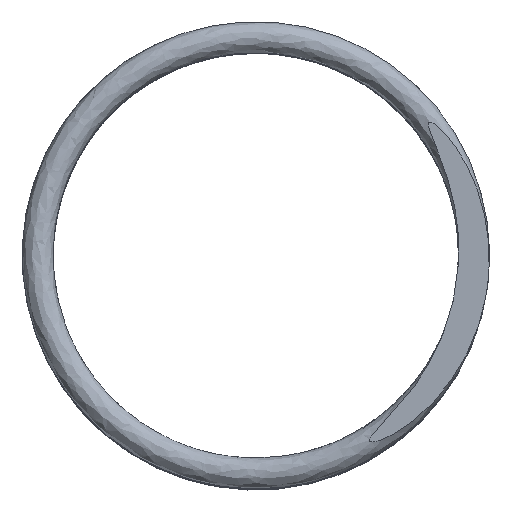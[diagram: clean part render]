
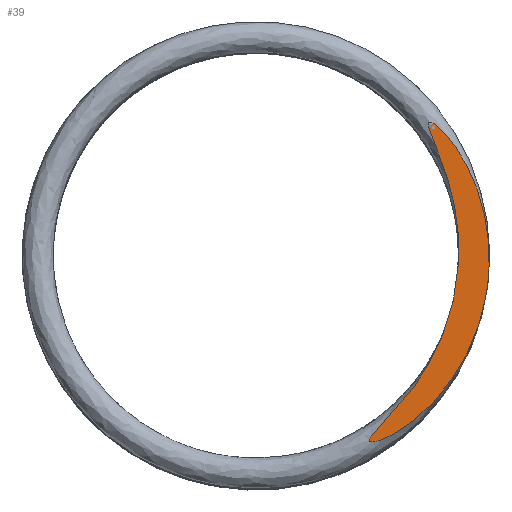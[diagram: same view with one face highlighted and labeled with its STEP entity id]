
A CAD part, top view. The second image highlights one B-rep face of the part: STEP entity #39.
In plain terms, the highlighted planar face has unit normal (0, 0, 1).
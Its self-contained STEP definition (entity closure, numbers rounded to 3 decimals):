
#17=FACE_OUTER_BOUND('',#20,.T.);
#20=EDGE_LOOP('',(#31));
#23=B_SPLINE_CURVE_WITH_KNOTS('',3,(#114,#115,#116,#117,#118,#119,#120,
#121,#122,#123,#124,#125,#126,#127,#128,#129,#130,#131,#132,#133,#134,#135,
#136,#137,#138,#139,#140,#141,#142,#143,#144,#145,#146,#147,#148,#149,#150,
#151,#152,#153,#154,#155,#156,#157,#158,#159,#160,#161,#162,#163,#164,#165,
#166,#167,#168,#169,#170,#171),.UNSPECIFIED.,.T.,.F.,(4,2,2,2,2,2,2,2,2,
2,2,2,2,2,2,2,2,2,2,2,2,2,2,2,2,2,2,2,4),(-1.796,-1.651,
-1.521,-1.323,-1.236,-1.209,
-1.2,-1.195,-1.191,-1.188,
-1.183,-1.173,-1.144,-1.066,
-0.962,-0.866,-0.737,-0.669,
-0.65,-0.643,-0.638,-0.636,
-0.633,-0.628,-0.621,-0.584,
-0.42,-0.21,0.),.UNSPECIFIED.);
#26=VERTEX_POINT('',#113);
#28=EDGE_CURVE('',#26,#26,#23,.T.);
#31=ORIENTED_EDGE('',*,*,#28,.F.);
#37=PLANE('',#44);
#39=ADVANCED_FACE('',(#17),#37,.F.);
#44=AXIS2_PLACEMENT_3D('',#112,#49,#50);
#49=DIRECTION('center_axis',(0.,0.,-1.));
#50=DIRECTION('ref_axis',(0.,1.,0.));
#112=CARTESIAN_POINT('Origin',(0.,-18.171,26.163));
#113=CARTESIAN_POINT('',(5.9,-1.091,26.163));
#114=CARTESIAN_POINT('Ctrl Pts',(5.9,-1.091,26.163));
#115=CARTESIAN_POINT('Ctrl Pts',(5.812,-1.567,26.163));
#116=CARTESIAN_POINT('Ctrl Pts',(5.661,-2.03,26.163));
#117=CARTESIAN_POINT('Ctrl Pts',(5.263,-2.856,26.163));
#118=CARTESIAN_POINT('Ctrl Pts',(5.025,-3.231,26.163));
#119=CARTESIAN_POINT('Ctrl Pts',(4.302,-4.09,26.163));
#120=CARTESIAN_POINT('Ctrl Pts',(3.834,-4.433,26.163));
#121=CARTESIAN_POINT('Ctrl Pts',(3.324,-4.705,26.163));
#122=CARTESIAN_POINT('Ctrl Pts',(3.187,-4.759,26.163));
#123=CARTESIAN_POINT('Ctrl Pts',(3.058,-4.79,26.163));
#124=CARTESIAN_POINT('Ctrl Pts',(3.021,-4.797,26.163));
#125=CARTESIAN_POINT('Ctrl Pts',(2.978,-4.797,26.163));
#126=CARTESIAN_POINT('Ctrl Pts',(2.965,-4.795,26.163));
#127=CARTESIAN_POINT('Ctrl Pts',(2.948,-4.79,26.163));
#128=CARTESIAN_POINT('Ctrl Pts',(2.943,-4.788,26.163));
#129=CARTESIAN_POINT('Ctrl Pts',(2.934,-4.781,26.163));
#130=CARTESIAN_POINT('Ctrl Pts',(2.931,-4.778,26.163));
#131=CARTESIAN_POINT('Ctrl Pts',(2.926,-4.77,26.163));
#132=CARTESIAN_POINT('Ctrl Pts',(2.924,-4.766,26.163));
#133=CARTESIAN_POINT('Ctrl Pts',(2.922,-4.754,26.163));
#134=CARTESIAN_POINT('Ctrl Pts',(2.922,-4.747,26.163));
#135=CARTESIAN_POINT('Ctrl Pts',(2.926,-4.726,26.163));
#136=CARTESIAN_POINT('Ctrl Pts',(2.932,-4.712,26.163));
#137=CARTESIAN_POINT('Ctrl Pts',(2.961,-4.656,26.163));
#138=CARTESIAN_POINT('Ctrl Pts',(3.003,-4.603,26.163));
#139=CARTESIAN_POINT('Ctrl Pts',(3.18,-4.4,26.163));
#140=CARTESIAN_POINT('Ctrl Pts',(3.394,-4.191,26.163));
#141=CARTESIAN_POINT('Ctrl Pts',(3.972,-3.526,26.163));
#142=CARTESIAN_POINT('Ctrl Pts',(4.399,-2.973,26.163));
#143=CARTESIAN_POINT('Ctrl Pts',(5.035,-1.498,26.163));
#144=CARTESIAN_POINT('Ctrl Pts',(5.202,-0.733,26.163));
#145=CARTESIAN_POINT('Ctrl Pts',(5.221,1.123,26.163));
#146=CARTESIAN_POINT('Ctrl Pts',(4.939,1.993,26.163));
#147=CARTESIAN_POINT('Ctrl Pts',(4.604,2.847,26.163));
#148=CARTESIAN_POINT('Ctrl Pts',(4.497,3.081,26.163));
#149=CARTESIAN_POINT('Ctrl Pts',(4.436,3.277,26.163));
#150=CARTESIAN_POINT('Ctrl Pts',(4.427,3.315,26.163));
#151=CARTESIAN_POINT('Ctrl Pts',(4.423,3.359,26.163));
#152=CARTESIAN_POINT('Ctrl Pts',(4.423,3.371,26.163));
#153=CARTESIAN_POINT('Ctrl Pts',(4.427,3.389,26.163));
#154=CARTESIAN_POINT('Ctrl Pts',(4.429,3.395,26.163));
#155=CARTESIAN_POINT('Ctrl Pts',(4.434,3.404,26.163));
#156=CARTESIAN_POINT('Ctrl Pts',(4.437,3.408,26.163));
#157=CARTESIAN_POINT('Ctrl Pts',(4.444,3.413,26.163));
#158=CARTESIAN_POINT('Ctrl Pts',(4.449,3.416,26.163));
#159=CARTESIAN_POINT('Ctrl Pts',(4.46,3.419,26.163));
#160=CARTESIAN_POINT('Ctrl Pts',(4.467,3.419,26.163));
#161=CARTESIAN_POINT('Ctrl Pts',(4.486,3.417,26.163));
#162=CARTESIAN_POINT('Ctrl Pts',(4.499,3.414,26.163));
#163=CARTESIAN_POINT('Ctrl Pts',(4.571,3.386,26.163));
#164=CARTESIAN_POINT('Ctrl Pts',(4.645,3.326,26.163));
#165=CARTESIAN_POINT('Ctrl Pts',(4.827,3.17,26.163));
#166=CARTESIAN_POINT('Ctrl Pts',(5.034,2.941,26.163));
#167=CARTESIAN_POINT('Ctrl Pts',(5.51,2.181,26.163));
#168=CARTESIAN_POINT('Ctrl Pts',(5.753,1.627,26.163));
#169=CARTESIAN_POINT('Ctrl Pts',(6.02,0.297,26.163));
#170=CARTESIAN_POINT('Ctrl Pts',(6.027,-0.402,26.163));
#171=CARTESIAN_POINT('Ctrl Pts',(5.9,-1.091,26.163));
